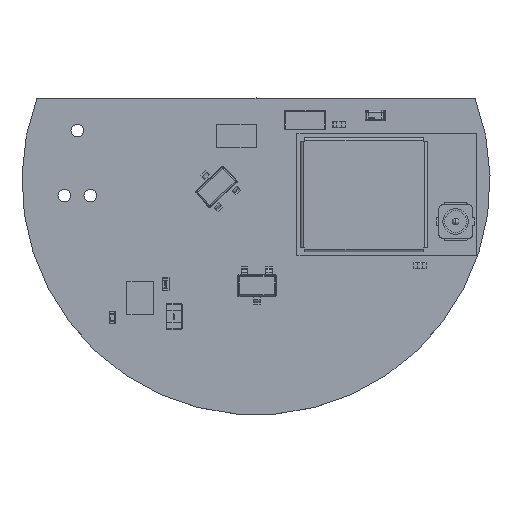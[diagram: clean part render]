
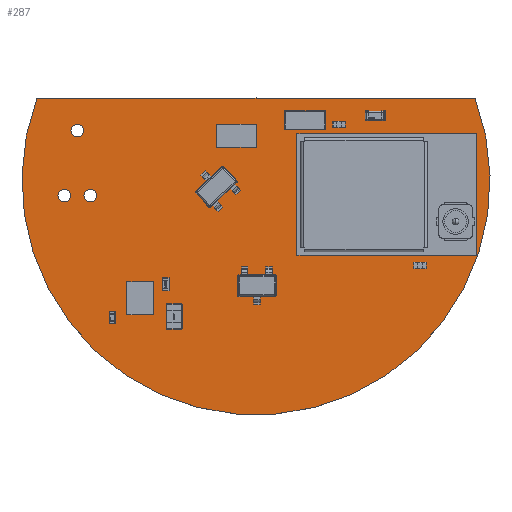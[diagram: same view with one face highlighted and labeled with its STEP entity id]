
A CAD part, top view. The second image highlights one B-rep face of the part: STEP entity #287.
In plain terms, the highlighted planar face has unit normal (0, 0, 1).
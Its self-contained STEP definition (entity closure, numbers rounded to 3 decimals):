
#112 = VERTEX_POINT('',#113);
#113 = CARTESIAN_POINT('',(0.,0.,1.42));
#119 = EDGE_CURVE('',#112,#120,#122,.T.);
#120 = VERTEX_POINT('',#121);
#121 = CARTESIAN_POINT('',(34.25,0.,1.42));
#122 = CIRCLE('',#123,18.3);
#123 = AXIS2_PLACEMENT_3D('',#124,#125,#126);
#124 = CARTESIAN_POINT('',(17.125,-6.452,1.42));
#125 = DIRECTION('',(0.,0.,1.));
#126 = DIRECTION('',(-0.936,0.353,-0.));
#152 = EDGE_CURVE('',#120,#112,#153,.T.);
#153 = LINE('',#154,#155);
#154 = CARTESIAN_POINT('',(34.25,0.,1.42));
#155 = VECTOR('',#156,1.);
#156 = DIRECTION('',(-1.,0.,0.));
#176 = VERTEX_POINT('',#177);
#177 = CARTESIAN_POINT('',(2.629,-7.615,1.42));
#183 = EDGE_CURVE('',#176,#176,#184,.T.);
#184 = CIRCLE('',#185,0.495);
#185 = AXIS2_PLACEMENT_3D('',#186,#187,#188);
#186 = CARTESIAN_POINT('',(2.134,-7.615,1.42));
#187 = DIRECTION('',(0.,0.,1.));
#188 = DIRECTION('',(1.,0.,-0.));
#209 = VERTEX_POINT('',#210);
#210 = CARTESIAN_POINT('',(4.661,-7.615,1.42));
#216 = EDGE_CURVE('',#209,#209,#217,.T.);
#217 = CIRCLE('',#218,0.495);
#218 = AXIS2_PLACEMENT_3D('',#219,#220,#221);
#219 = CARTESIAN_POINT('',(4.166,-7.615,1.42));
#220 = DIRECTION('',(0.,0.,1.));
#221 = DIRECTION('',(1.,0.,-0.));
#242 = VERTEX_POINT('',#243);
#243 = CARTESIAN_POINT('',(3.645,-2.535,1.42));
#249 = EDGE_CURVE('',#242,#242,#250,.T.);
#250 = CIRCLE('',#251,0.495);
#251 = AXIS2_PLACEMENT_3D('',#252,#253,#254);
#252 = CARTESIAN_POINT('',(3.15,-2.535,1.42));
#253 = DIRECTION('',(0.,0.,1.));
#254 = DIRECTION('',(1.,0.,-0.));
#287 = ADVANCED_FACE('',(#288,#292,#295,#298),#301,.T.);
#288 = FACE_BOUND('',#289,.T.);
#289 = EDGE_LOOP('',(#290,#291));
#290 = ORIENTED_EDGE('',*,*,#119,.T.);
#291 = ORIENTED_EDGE('',*,*,#152,.T.);
#292 = FACE_BOUND('',#293,.T.);
#293 = EDGE_LOOP('',(#294));
#294 = ORIENTED_EDGE('',*,*,#183,.F.);
#295 = FACE_BOUND('',#296,.T.);
#296 = EDGE_LOOP('',(#297));
#297 = ORIENTED_EDGE('',*,*,#216,.F.);
#298 = FACE_BOUND('',#299,.T.);
#299 = EDGE_LOOP('',(#300));
#300 = ORIENTED_EDGE('',*,*,#249,.F.);
#301 = PLANE('',#302);
#302 = AXIS2_PLACEMENT_3D('',#303,#304,#305);
#303 = CARTESIAN_POINT('',(17.125,-9.251,1.42));
#304 = DIRECTION('',(0.,0.,1.));
#305 = DIRECTION('',(1.,0.,-0.));
